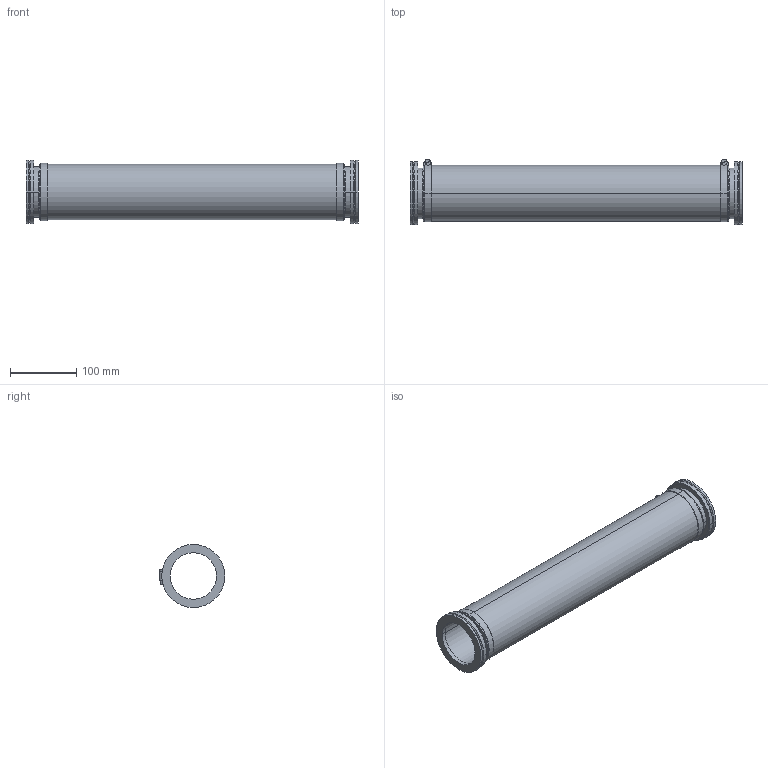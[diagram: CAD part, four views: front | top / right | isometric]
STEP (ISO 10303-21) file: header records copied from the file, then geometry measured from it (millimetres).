
FILE_DESCRIPTION (( 'STEP AP214' ), '1' );
FILE_NAME ('300SPA063-0500.A.stp', '2017-06-01T06:17:36', ( '' ), ( '' ), 'SwSTEP 2.0', 'SolidWorks 2015', '' );
FILE_SCHEMA (( 'AUTOMOTIVE_DESIGN' ));
Length unit declared in the file: millimetre
Products named in the file (1): 300SPA063-0500.A
Bounding box: 500 x 98.9 x 95 mm (x, y, z)
Volume: 584906.5 mm3; surface area: 300658.6 mm2
Topology: 1 solids, 1 shells, 130 faces, 292 edges, 182 vertices
Faces by surface type: cylinder 62, plane 42, cone 16, torus 10
Entity records: 5293 total; most frequent: CARTESIAN_POINT 800, DIRECTION 708, ORIENTED_EDGE 584, AXIS2_PLACEMENT_3D 301, EDGE_CURVE 292, VERTEX_POINT 182, CIRCLE 170, EDGE_LOOP 150
